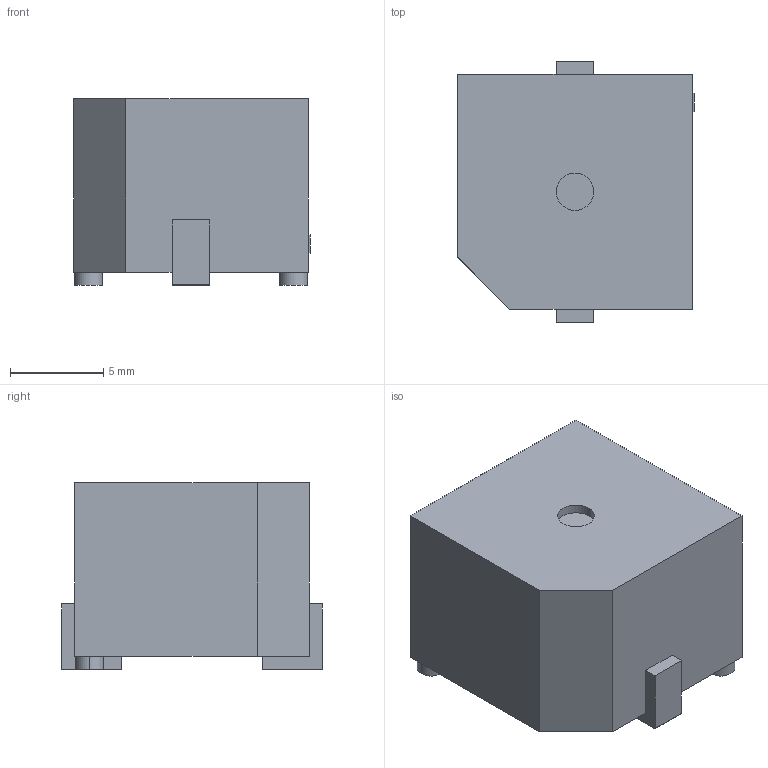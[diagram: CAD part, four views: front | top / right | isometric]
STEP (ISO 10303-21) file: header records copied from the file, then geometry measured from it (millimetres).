
FILE_DESCRIPTION((''),'2;1');
FILE_NAME('Mallory_ASI301Q.stp','2019-03-06T15:01:06',('XPMUser'),(''),'Autodesk Inventor (tm) 5.3','Autodesk Inventor (tm) 5.3','');
FILE_SCHEMA(('AUTOMOTIVE_DESIGN { 1 2 10303 214 0 1 1 1 }'));
Length unit declared in the file: millimetre
Products named in the file (5): ASI301Q; Part1; Part2; Part4; Part3
Assembly tree (5 placements, depth 2):
  ASI301Q
    Part1
    Part2  x2
    Part4
    Part3
Bounding box: 12.7 x 14 x 10 mm (x, y, z)
Volume: 1459 mm3; surface area: 860.2 mm2
Topology: 5 solids, 5 shells, 55 faces, 123 edges, 82 vertices
Faces by surface type: plane 43, cylinder 12
Entity records: 1420 total; most frequent: DIRECTION 236, CARTESIAN_POINT 226, ORIENTED_EDGE 204, EDGE_CURVE 102, VECTOR 80, LINE 80, AXIS2_PLACEMENT_3D 78, VERTEX_POINT 68
